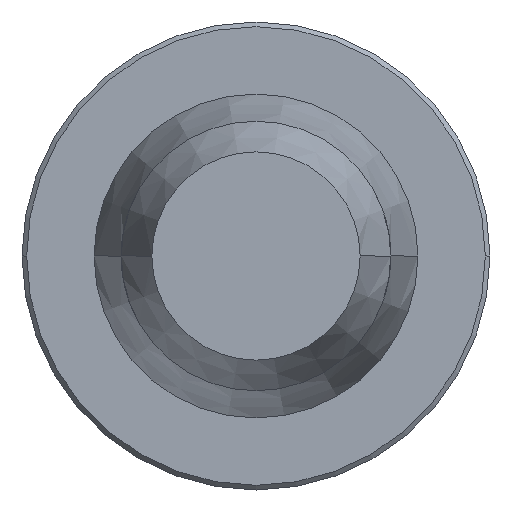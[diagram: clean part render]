
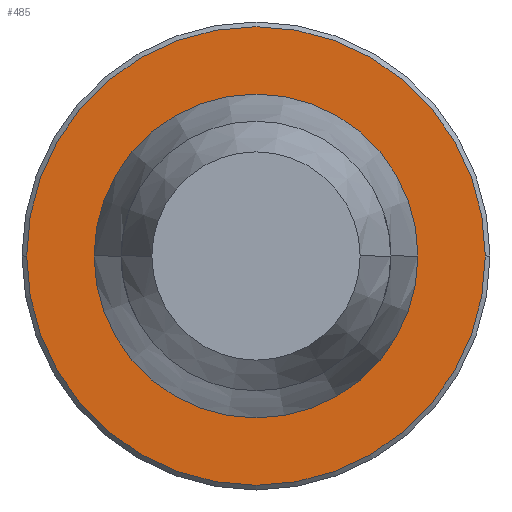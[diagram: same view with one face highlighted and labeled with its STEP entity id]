
A CAD part, left-side view. The second image highlights one B-rep face of the part: STEP entity #485.
In plain terms, the highlighted planar face has unit normal (-1, 0, 0).
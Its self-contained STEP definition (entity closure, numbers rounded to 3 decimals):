
#20=FACE_BOUND('',#117,.T.);
#23=PLANE('',#553);
#39=CIRCLE('',#518,17.3);
#40=CIRCLE('',#520,24.5);
#57=CIRCLE('',#552,24.5);
#58=CIRCLE('',#554,17.3);
#85=FACE_OUTER_BOUND('',#116,.T.);
#116=EDGE_LOOP('',(#409,#410));
#117=EDGE_LOOP('',(#411,#412));
#217=VERTEX_POINT('',#977);
#218=VERTEX_POINT('',#978);
#219=VERTEX_POINT('',#983);
#220=VERTEX_POINT('',#984);
#261=EDGE_CURVE('',#217,#218,#39,.T.);
#264=EDGE_CURVE('',#219,#220,#40,.T.);
#299=EDGE_CURVE('',#220,#219,#57,.T.);
#300=EDGE_CURVE('',#218,#217,#58,.T.);
#409=ORIENTED_EDGE('',*,*,#299,.T.);
#410=ORIENTED_EDGE('',*,*,#264,.T.);
#411=ORIENTED_EDGE('',*,*,#261,.F.);
#412=ORIENTED_EDGE('',*,*,#300,.F.);
#485=ADVANCED_FACE('',(#85,#20),#23,.F.);
#518=AXIS2_PLACEMENT_3D('',#979,#603,#604);
#520=AXIS2_PLACEMENT_3D('',#985,#609,#610);
#552=AXIS2_PLACEMENT_3D('',#1133,#689,#690);
#553=AXIS2_PLACEMENT_3D('',#1134,#691,#692);
#554=AXIS2_PLACEMENT_3D('',#1135,#693,#694);
#603=DIRECTION('center_axis',(-1.,0.,0.));
#604=DIRECTION('ref_axis',(0.,-1.,0.));
#609=DIRECTION('center_axis',(-1.,0.,0.));
#610=DIRECTION('ref_axis',(0.,-1.,0.));
#689=DIRECTION('center_axis',(-1.,0.,0.));
#690=DIRECTION('ref_axis',(0.,-1.,0.));
#691=DIRECTION('center_axis',(1.,0.,0.));
#692=DIRECTION('ref_axis',(0.,0.,-1.));
#693=DIRECTION('center_axis',(-1.,0.,0.));
#694=DIRECTION('ref_axis',(0.,-1.,0.));
#977=CARTESIAN_POINT('',(-30.,-41.8,0.));
#978=CARTESIAN_POINT('',(-30.,-7.2,0.));
#979=CARTESIAN_POINT('Origin',(-30.,-24.5,0.));
#983=CARTESIAN_POINT('',(-30.,-49.,0.));
#984=CARTESIAN_POINT('',(-30.,0.,0.));
#985=CARTESIAN_POINT('Origin',(-30.,-24.5,0.));
#1133=CARTESIAN_POINT('Origin',(-30.,-24.5,0.));
#1134=CARTESIAN_POINT('Origin',(-30.,-51.45,-26.95));
#1135=CARTESIAN_POINT('Origin',(-30.,-24.5,0.));
